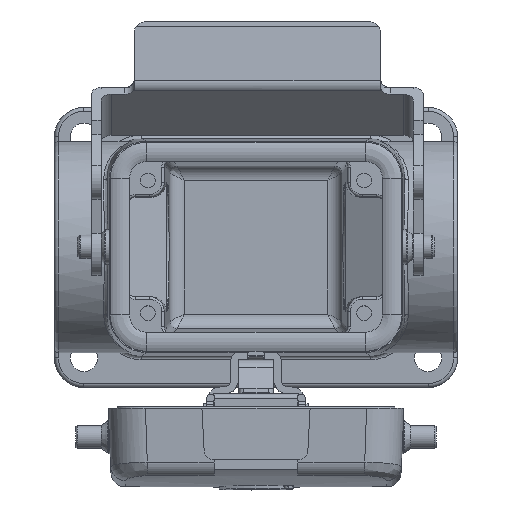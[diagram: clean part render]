
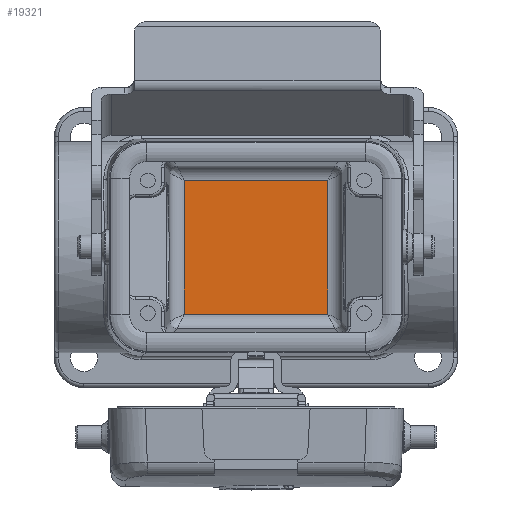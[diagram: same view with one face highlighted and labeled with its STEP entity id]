
A CAD part, top view. The second image highlights one B-rep face of the part: STEP entity #19321.
In plain terms, the highlighted planar face has unit normal (0, 0, 1).
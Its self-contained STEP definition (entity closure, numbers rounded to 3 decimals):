
#19282=CARTESIAN_POINT('',(-17.5,17.75,-58.25));
#19283=DIRECTION('',(0.0,0.0,-1.0));
#19284=DIRECTION('',(-1.0,0.0,0.0));
#19285=AXIS2_PLACEMENT_3D('',#19282,#19283,#19284);
#19286=PLANE('',#19285);
#19287=CARTESIAN_POINT('',(-14.56,-13.572,-58.25));
#19288=VERTEX_POINT('',#19287);
#19289=CARTESIAN_POINT('',(14.56,-13.572,-58.25));
#19290=VERTEX_POINT('',#19289);
#19291=CARTESIAN_POINT('',(-14.56,-13.572,-58.25));
#19292=DIRECTION('',(1.0,0.0,0.0));
#19293=VECTOR('',#19292,29.12);
#19294=LINE('',#19291,#19293);
#19295=EDGE_CURVE('',#19288,#19290,#19294,.T.);
#19296=ORIENTED_EDGE('',*,*,#19295,.T.);
#19297=CARTESIAN_POINT('',(14.56,13.572,-58.25));
#19298=VERTEX_POINT('',#19297);
#19299=CARTESIAN_POINT('',(14.56,-13.572,-58.25));
#19300=DIRECTION('',(0.0,1.0,0.0));
#19301=VECTOR('',#19300,27.145);
#19302=LINE('',#19299,#19301);
#19303=EDGE_CURVE('',#19290,#19298,#19302,.T.);
#19304=ORIENTED_EDGE('',*,*,#19303,.T.);
#19305=CARTESIAN_POINT('',(-14.56,13.572,-58.25));
#19306=VERTEX_POINT('',#19305);
#19307=CARTESIAN_POINT('',(14.56,13.572,-58.25));
#19308=DIRECTION('',(-1.0,0.0,0.0));
#19309=VECTOR('',#19308,29.12);
#19310=LINE('',#19307,#19309);
#19311=EDGE_CURVE('',#19298,#19306,#19310,.T.);
#19312=ORIENTED_EDGE('',*,*,#19311,.T.);
#19313=CARTESIAN_POINT('',(-14.56,13.572,-58.25));
#19314=DIRECTION('',(0.0,-1.0,0.0));
#19315=VECTOR('',#19314,27.145);
#19316=LINE('',#19313,#19315);
#19317=EDGE_CURVE('',#19306,#19288,#19316,.T.);
#19318=ORIENTED_EDGE('',*,*,#19317,.T.);
#19319=EDGE_LOOP('',(#19296,#19304,#19312,#19318));
#19320=FACE_OUTER_BOUND('',#19319,.T.);
#19321=ADVANCED_FACE('',(#19320),#19286,.F.);
